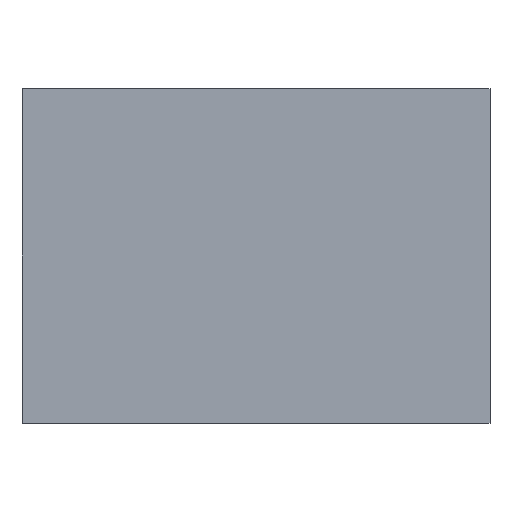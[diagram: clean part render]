
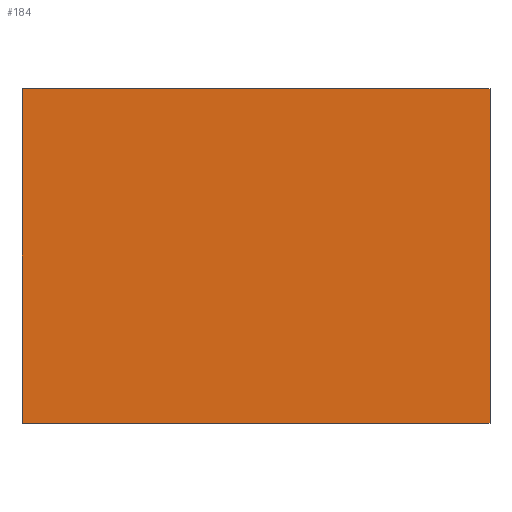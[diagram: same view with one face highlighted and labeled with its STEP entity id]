
A CAD part, left-side view. The second image highlights one B-rep face of the part: STEP entity #184.
In plain terms, the highlighted planar face has unit normal (-1, 0, 0).
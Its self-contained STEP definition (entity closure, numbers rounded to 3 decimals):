
#2 = LINE ( 'NONE', #77, #33 ) ;
#4 = CARTESIAN_POINT ( 'NONE',  ( -4.036, 0.75, -0.75 ) ) ;
#16 = CARTESIAN_POINT ( 'NONE',  ( -4.036, 0.75, -0.75 ) ) ;
#33 = VECTOR ( 'NONE', #306, 1000. ) ;
#38 = DIRECTION ( 'NONE',  ( 0., 0., 1. ) ) ;
#43 = CARTESIAN_POINT ( 'NONE',  ( -4.036, 0.75, 0.75 ) ) ;
#52 = LINE ( 'NONE', #324, #351 ) ;
#72 = ORIENTED_EDGE ( 'NONE', *, *, #243, .T. ) ;
#77 = CARTESIAN_POINT ( 'NONE',  ( -4.036, -1.35, -0.75 ) ) ;
#96 = VECTOR ( 'NONE', #357, 1000. ) ;
#102 = VERTEX_POINT ( 'NONE', #43 ) ;
#118 = ORIENTED_EDGE ( 'NONE', *, *, #366, .T. ) ;
#128 = EDGE_LOOP ( 'NONE', ( #410, #118, #72, #398 ) ) ;
#157 = VERTEX_POINT ( 'NONE', #4 ) ;
#183 = DIRECTION ( 'NONE',  ( 0., 1., 0. ) ) ;
#184 = ADVANCED_FACE ( 'NONE', ( #239 ), #204, .T. ) ;
#185 = LINE ( 'NONE', #255, #214 ) ;
#192 = VERTEX_POINT ( 'NONE', #312 ) ;
#195 = AXIS2_PLACEMENT_3D ( 'NONE', #341, #345, #38 ) ;
#204 = PLANE ( 'NONE',  #195 ) ;
#214 = VECTOR ( 'NONE', #291, 1000. ) ;
#224 = LINE ( 'NONE', #16, #96 ) ;
#232 = EDGE_CURVE ( 'NONE', #102, #157, #224, .T. ) ;
#239 = FACE_OUTER_BOUND ( 'NONE', #128, .T. ) ;
#243 = EDGE_CURVE ( 'NONE', #192, #102, #52, .T. ) ;
#253 = EDGE_CURVE ( 'NONE', #157, #328, #185, .T. ) ;
#255 = CARTESIAN_POINT ( 'NONE',  ( -4.036, 0.75, -0.75 ) ) ;
#291 = DIRECTION ( 'NONE',  ( 0., -1., 0. ) ) ;
#306 = DIRECTION ( 'NONE',  ( 0., 0., 1. ) ) ;
#312 = CARTESIAN_POINT ( 'NONE',  ( -4.036, -1.35, 0.75 ) ) ;
#324 = CARTESIAN_POINT ( 'NONE',  ( -4.036, 0.75, 0.75 ) ) ;
#328 = VERTEX_POINT ( 'NONE', #339 ) ;
#339 = CARTESIAN_POINT ( 'NONE',  ( -4.036, -1.35, -0.75 ) ) ;
#341 = CARTESIAN_POINT ( 'NONE',  ( -4.036, 0., 0. ) ) ;
#345 = DIRECTION ( 'NONE',  ( -1., 0., 0. ) ) ;
#351 = VECTOR ( 'NONE', #183, 1000. ) ;
#357 = DIRECTION ( 'NONE',  ( 0., 0., -1. ) ) ;
#366 = EDGE_CURVE ( 'NONE', #328, #192, #2, .T. ) ;
#398 = ORIENTED_EDGE ( 'NONE', *, *, #232, .T. ) ;
#410 = ORIENTED_EDGE ( 'NONE', *, *, #253, .T. ) ;
